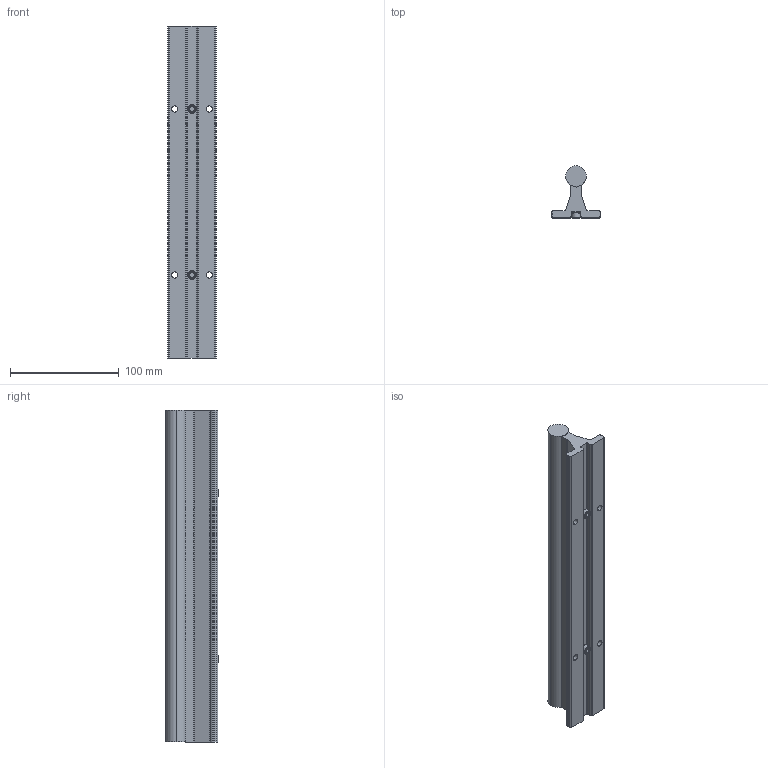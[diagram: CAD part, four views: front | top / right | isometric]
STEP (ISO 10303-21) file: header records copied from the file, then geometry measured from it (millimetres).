
FILE_DESCRIPTION (( 'STEP AP203' ), '1' );
FILE_NAME ('ShaftRailAssembly_8B05AA422E.step', '2021-07-27T12:49:39', ( '' ), ( '' ), 'SwSTEP 2.0', 'SolidWorks 2019', '' );
FILE_SCHEMA (( 'CONFIG_CONTROL_DESIGN' ));
Length unit declared in the file: inch
Products named in the file (3): ShaftRailAssembly_8B05AA422E; o4dpvY4mAE_CADModel_0
Assembly tree (1 placements, depth 2):
  ShaftRailAssembly_8B05AA422E
    o4dpvY4mAE_CADModel_0
  o4dpvY4mAE_CADModel_0
Bounding box: 44.45 x 47.88 x 304.8 mm (x, y, z)
Volume: 246440 mm3; surface area: 67271.3 mm2
Topology: 4 solids, 4 shells, 121 faces, 283 edges, 172 vertices
Faces by surface type: plane 49, cylinder 42, cone 30
Entity records: 3909 total; most frequent: CARTESIAN_POINT 839, DIRECTION 611, ORIENTED_EDGE 558, EDGE_CURVE 279, AXIS2_PLACEMENT_3D 228, VERTEX_POINT 172, LINE 155, VECTOR 155
